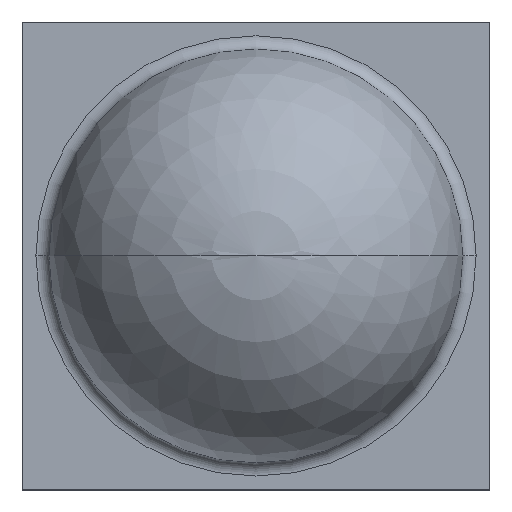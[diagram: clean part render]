
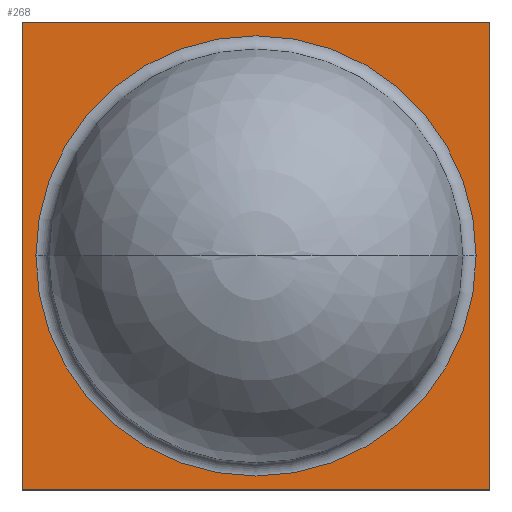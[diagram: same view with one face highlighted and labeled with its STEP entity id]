
A CAD part, top view. The second image highlights one B-rep face of the part: STEP entity #268.
In plain terms, the highlighted planar face has unit normal (0, 0, 1).
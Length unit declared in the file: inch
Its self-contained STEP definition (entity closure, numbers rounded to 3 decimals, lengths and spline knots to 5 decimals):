
#1 = CARTESIAN_POINT ( 'NONE',  ( 0., 0., 0.01457 ) ) ;
#2 = DIRECTION ( 'NONE',  ( 0., 0., 1. ) ) ;
#9 = CARTESIAN_POINT ( 'NONE',  ( -0.0689, 0.0689, 0.01457 ) ) ;
#17 = ORIENTED_EDGE ( 'NONE', *, *, #986, .T. ) ;
#25 = DIRECTION ( 'NONE',  ( 0., 0., 1. ) ) ;
#72 = CARTESIAN_POINT ( 'NONE',  ( -0.0689, -0.0689, 0.01457 ) ) ;
#90 = LINE ( 'NONE', #377, #346 ) ;
#95 = EDGE_CURVE ( 'NONE', #372, #1052, #307, .T. ) ;
#133 = EDGE_CURVE ( 'NONE', #1052, #372, #1417, .T. ) ;
#142 = DIRECTION ( 'NONE',  ( 1., 0., 0. ) ) ;
#241 = VERTEX_POINT ( 'NONE', #1009 ) ;
#268 = ADVANCED_FACE ( 'NONE', ( #1406, #1394 ), #1012, .T. ) ;
#279 = CARTESIAN_POINT ( 'NONE',  ( -0.0689, 0.0689, 0.01457 ) ) ;
#280 = ORIENTED_EDGE ( 'NONE', *, *, #1261, .T. ) ;
#294 = VECTOR ( 'NONE', #1050, 39.37008 ) ;
#307 = CIRCLE ( 'NONE', #1351, 0.06484 ) ;
#326 = VECTOR ( 'NONE', #639, 39.37008 ) ;
#346 = VECTOR ( 'NONE', #925, 39.37008 ) ;
#368 = ORIENTED_EDGE ( 'NONE', *, *, #657, .T. ) ;
#372 = VERTEX_POINT ( 'NONE', #1040 ) ;
#377 = CARTESIAN_POINT ( 'NONE',  ( 0.0689, 0.0689, 0.01457 ) ) ;
#398 = CARTESIAN_POINT ( 'NONE',  ( -0.0689, 0.0689, 0.01457 ) ) ;
#409 = AXIS2_PLACEMENT_3D ( 'NONE', #1222, #2, #1120 ) ;
#432 = VERTEX_POINT ( 'NONE', #398 ) ;
#574 = CARTESIAN_POINT ( 'NONE',  ( 0.0689, -0.0689, 0.01457 ) ) ;
#595 = VECTOR ( 'NONE', #794, 39.37008 ) ;
#598 = ORIENTED_EDGE ( 'NONE', *, *, #863, .T. ) ;
#639 = DIRECTION ( 'NONE',  ( 1., 0., 0. ) ) ;
#653 = DIRECTION ( 'NONE',  ( 1., 0., 0. ) ) ;
#656 = EDGE_LOOP ( 'NONE', ( #598, #368, #17, #280 ) ) ;
#657 = EDGE_CURVE ( 'NONE', #765, #1051, #1439, .T. ) ;
#765 = VERTEX_POINT ( 'NONE', #995 ) ;
#794 = DIRECTION ( 'NONE',  ( 0., -1., 0. ) ) ;
#863 = EDGE_CURVE ( 'NONE', #432, #765, #1221, .T. ) ;
#874 = DIRECTION ( 'NONE',  ( 0., 0., 1. ) ) ;
#918 = LINE ( 'NONE', #279, #294 ) ;
#925 = DIRECTION ( 'NONE',  ( 0., 1., 0. ) ) ;
#986 = EDGE_CURVE ( 'NONE', #1051, #241, #90, .T. ) ;
#995 = CARTESIAN_POINT ( 'NONE',  ( -0.0689, -0.0689, 0.01457 ) ) ;
#1002 = AXIS2_PLACEMENT_3D ( 'NONE', #1242, #25, #142 ) ;
#1009 = CARTESIAN_POINT ( 'NONE',  ( 0.0689, 0.0689, 0.01457 ) ) ;
#1012 = PLANE ( 'NONE',  #1002 ) ;
#1036 = CARTESIAN_POINT ( 'NONE',  ( 0.06484, 0., 0.01457 ) ) ;
#1040 = CARTESIAN_POINT ( 'NONE',  ( -0.06484, 0., 0.01457 ) ) ;
#1050 = DIRECTION ( 'NONE',  ( -1., 0., 0. ) ) ;
#1051 = VERTEX_POINT ( 'NONE', #574 ) ;
#1052 = VERTEX_POINT ( 'NONE', #1036 ) ;
#1058 = EDGE_LOOP ( 'NONE', ( #1155, #1308 ) ) ;
#1120 = DIRECTION ( 'NONE',  ( 1., 0., 0. ) ) ;
#1155 = ORIENTED_EDGE ( 'NONE', *, *, #133, .F. ) ;
#1221 = LINE ( 'NONE', #9, #595 ) ;
#1222 = CARTESIAN_POINT ( 'NONE',  ( 0., 0., 0.01457 ) ) ;
#1242 = CARTESIAN_POINT ( 'NONE',  ( 0., 0., 0.01457 ) ) ;
#1261 = EDGE_CURVE ( 'NONE', #241, #432, #918, .T. ) ;
#1308 = ORIENTED_EDGE ( 'NONE', *, *, #95, .F. ) ;
#1351 = AXIS2_PLACEMENT_3D ( 'NONE', #1, #874, #653 ) ;
#1394 = FACE_BOUND ( 'NONE', #1058, .T. ) ;
#1406 = FACE_OUTER_BOUND ( 'NONE', #656, .T. ) ;
#1417 = CIRCLE ( 'NONE', #409, 0.06484 ) ;
#1439 = LINE ( 'NONE', #72, #326 ) ;
